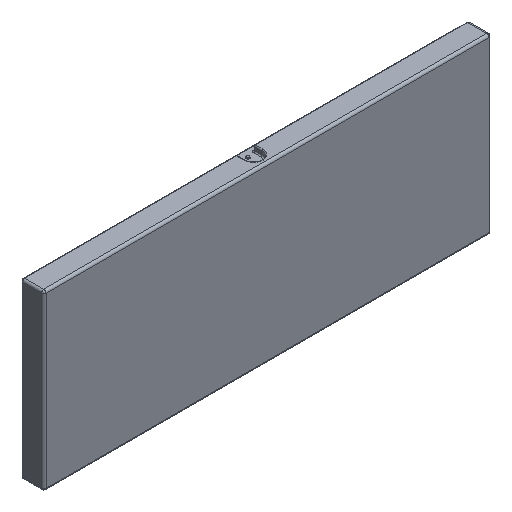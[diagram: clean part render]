
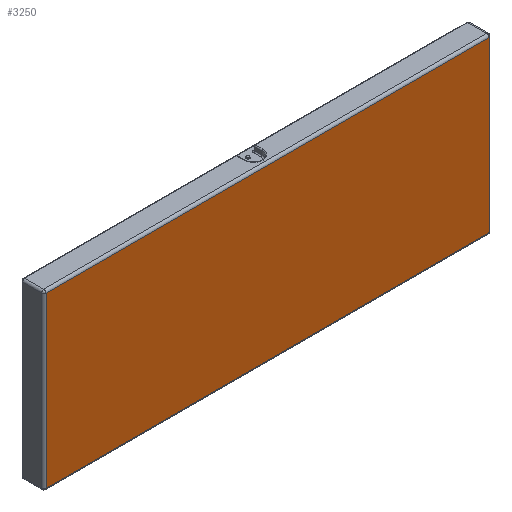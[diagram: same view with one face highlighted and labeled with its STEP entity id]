
A CAD part, isometric view. The second image highlights one B-rep face of the part: STEP entity #3250.
In plain terms, the highlighted planar face has unit normal (0, -1, 0).
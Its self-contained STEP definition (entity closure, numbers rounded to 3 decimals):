
#39 = CARTESIAN_POINT ( 'NONE',  ( 0.8, 0., -62. ) ) ;
#185 = EDGE_CURVE ( 'NONE', #5507, #4305, #2798, .T. ) ;
#229 = VECTOR ( 'NONE', #3275, 1000. ) ;
#395 = VECTOR ( 'NONE', #6215, 1000. ) ;
#448 = LINE ( 'NONE', #39, #229 ) ;
#470 = ORIENTED_EDGE ( 'NONE', *, *, #6019, .T. ) ;
#497 = DIRECTION ( 'NONE',  ( -1., 0., 0. ) ) ;
#763 = CARTESIAN_POINT ( 'NONE',  ( 0.8, 0., -61.2 ) ) ;
#818 = ORIENTED_EDGE ( 'NONE', *, *, #2275, .T. ) ;
#887 = DIRECTION ( 'NONE',  ( 0., 0., 1. ) ) ;
#1039 = CARTESIAN_POINT ( 'NONE',  ( 0.8, 0., -0.8 ) ) ;
#1089 = CARTESIAN_POINT ( 'NONE',  ( 159.2, 0., -0.8 ) ) ;
#1342 = DIRECTION ( 'NONE',  ( 0., -1., 0. ) ) ;
#1894 = ORIENTED_EDGE ( 'NONE', *, *, #5606, .T. ) ;
#1938 = AXIS2_PLACEMENT_3D ( 'NONE', #6231, #1342, #4185 ) ;
#2107 = ORIENTED_EDGE ( 'NONE', *, *, #185, .T. ) ;
#2275 = EDGE_CURVE ( 'NONE', #3051, #5507, #448, .T. ) ;
#2798 = LINE ( 'NONE', #4741, #395 ) ;
#3051 = VERTEX_POINT ( 'NONE', #1039 ) ;
#3167 = VECTOR ( 'NONE', #887, 1000. ) ;
#3191 = FACE_OUTER_BOUND ( 'NONE', #5373, .T. ) ;
#3250 = ADVANCED_FACE ( 'NONE', ( #3191 ), #5655, .T. ) ;
#3275 = DIRECTION ( 'NONE',  ( 0., 0., -1. ) ) ;
#3570 = VERTEX_POINT ( 'NONE', #1089 ) ;
#3876 = LINE ( 'NONE', #4254, #5619 ) ;
#4185 = DIRECTION ( 'NONE',  ( 0., 0., -1. ) ) ;
#4254 = CARTESIAN_POINT ( 'NONE',  ( 0., 0., -0.8 ) ) ;
#4305 = VERTEX_POINT ( 'NONE', #5538 ) ;
#4741 = CARTESIAN_POINT ( 'NONE',  ( 160., 0., -61.2 ) ) ;
#4742 = LINE ( 'NONE', #5217, #3167 ) ;
#5217 = CARTESIAN_POINT ( 'NONE',  ( 159.2, 0., 0. ) ) ;
#5373 = EDGE_LOOP ( 'NONE', ( #1894, #470, #818, #2107 ) ) ;
#5507 = VERTEX_POINT ( 'NONE', #763 ) ;
#5538 = CARTESIAN_POINT ( 'NONE',  ( 159.2, 0., -61.2 ) ) ;
#5606 = EDGE_CURVE ( 'NONE', #4305, #3570, #4742, .T. ) ;
#5619 = VECTOR ( 'NONE', #497, 1000. ) ;
#5655 = PLANE ( 'NONE',  #1938 ) ;
#6019 = EDGE_CURVE ( 'NONE', #3570, #3051, #3876, .T. ) ;
#6215 = DIRECTION ( 'NONE',  ( 1., 0., 0. ) ) ;
#6231 = CARTESIAN_POINT ( 'NONE',  ( 0., 0., 0. ) ) ;
